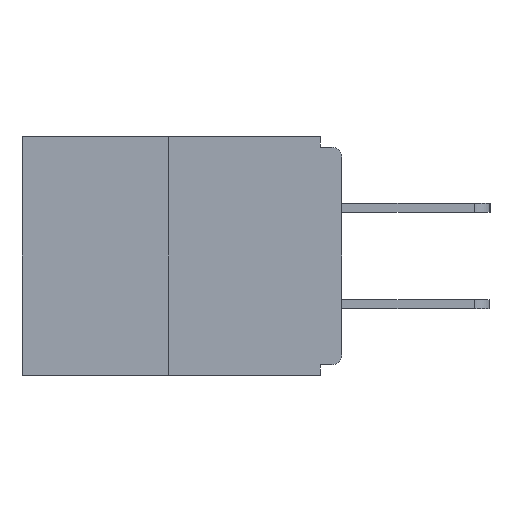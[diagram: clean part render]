
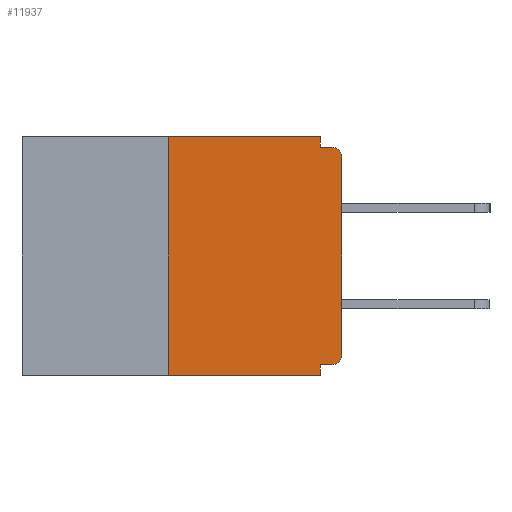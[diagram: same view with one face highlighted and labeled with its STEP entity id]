
A CAD part, left-side view. The second image highlights one B-rep face of the part: STEP entity #11937.
In plain terms, the highlighted planar face has unit normal (-1, 0, 0).
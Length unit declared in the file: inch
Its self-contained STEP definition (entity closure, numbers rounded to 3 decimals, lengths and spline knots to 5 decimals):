
#106 = CARTESIAN_POINT ( 'NONE',  ( 0., 0.46, 0. ) ) ;
#210 = ORIENTED_EDGE ( 'NONE', *, *, #1160, .T. ) ;
#805 = ORIENTED_EDGE ( 'NONE', *, *, #17254, .F. ) ;
#838 = CARTESIAN_POINT ( 'NONE',  ( 0., 0.031, 0. ) ) ;
#870 = LINE ( 'NONE', #19695, #14726 ) ;
#1010 = ORIENTED_EDGE ( 'NONE', *, *, #4605, .F. ) ;
#1160 = EDGE_CURVE ( 'NONE', #4987, #6835, #21022, .T. ) ;
#1247 = VERTEX_POINT ( 'NONE', #15944 ) ;
#1666 = ORIENTED_EDGE ( 'NONE', *, *, #7055, .T. ) ;
#1769 = ORIENTED_EDGE ( 'NONE', *, *, #13517, .T. ) ;
#1985 = DIRECTION ( 'NONE',  ( 1., 0., 0. ) ) ;
#2539 = VERTEX_POINT ( 'NONE', #19333 ) ;
#2636 = CARTESIAN_POINT ( 'NONE',  ( 0., 0.031, -0.343 ) ) ;
#3275 = ORIENTED_EDGE ( 'NONE', *, *, #17350, .T. ) ;
#3337 = VECTOR ( 'NONE', #20095, 39.37008 ) ;
#3354 = VERTEX_POINT ( 'NONE', #4726 ) ;
#3389 = CARTESIAN_POINT ( 'NONE',  ( 0., 0.015, -0.03 ) ) ;
#3478 = VECTOR ( 'NONE', #17373, 39.37008 ) ;
#3503 = DIRECTION ( 'NONE',  ( -1., 0., 0. ) ) ;
#3590 = LINE ( 'NONE', #20317, #3337 ) ;
#3797 = CARTESIAN_POINT ( 'NONE',  ( 0., 0., -0.015 ) ) ;
#4186 = EDGE_CURVE ( 'NONE', #20041, #10265, #21092, .T. ) ;
#4362 = EDGE_CURVE ( 'NONE', #12719, #2539, #18550, .T. ) ;
#4605 = EDGE_CURVE ( 'NONE', #10265, #6835, #13944, .T. ) ;
#4726 = CARTESIAN_POINT ( 'NONE',  ( 0., 0.031, -0.343 ) ) ;
#4790 = CARTESIAN_POINT ( 'NONE',  ( 0., 0.031, 0. ) ) ;
#4857 = VECTOR ( 'NONE', #5185, 39.37008 ) ;
#4915 = VECTOR ( 'NONE', #9327, 39.37008 ) ;
#4987 = VERTEX_POINT ( 'NONE', #11246 ) ;
#5185 = DIRECTION ( 'NONE',  ( 0., -1., 0. ) ) ;
#5785 = AXIS2_PLACEMENT_3D ( 'NONE', #13700, #1985, #18302 ) ;
#6686 = EDGE_CURVE ( 'NONE', #2539, #20041, #14898, .T. ) ;
#6835 = VERTEX_POINT ( 'NONE', #8822 ) ;
#7055 = EDGE_CURVE ( 'NONE', #1247, #4987, #870, .T. ) ;
#8016 = CARTESIAN_POINT ( 'NONE',  ( 0., 0.015, -0.328 ) ) ;
#8558 = DIRECTION ( 'NONE',  ( 0., 0., -1. ) ) ;
#8781 = DIRECTION ( 'NONE',  ( -1., 0., 0. ) ) ;
#8822 = CARTESIAN_POINT ( 'NONE',  ( 0., 0.015, -0.015 ) ) ;
#9327 = DIRECTION ( 'NONE',  ( 0., 0., -1. ) ) ;
#9338 = CARTESIAN_POINT ( 'NONE',  ( 0., 0.46, -0.343 ) ) ;
#10176 = FACE_OUTER_BOUND ( 'NONE', #11920, .T. ) ;
#10265 = VERTEX_POINT ( 'NONE', #21628 ) ;
#10325 = CARTESIAN_POINT ( 'NONE',  ( 0., 0.015, -0.313 ) ) ;
#10706 = ORIENTED_EDGE ( 'NONE', *, *, #4186, .F. ) ;
#11246 = CARTESIAN_POINT ( 'NONE',  ( 0., 0., -0.03 ) ) ;
#11787 = DIRECTION ( 'NONE',  ( 0., 0., -1. ) ) ;
#11865 = CARTESIAN_POINT ( 'NONE',  ( 0., 0.25, 0. ) ) ;
#11920 = EDGE_LOOP ( 'NONE', ( #16061, #16784, #1769, #805, #16715, #3275, #1666, #210, #1010, #10706 ) ) ;
#11937 = ADVANCED_FACE ( 'NONE', ( #10176 ), #21714, .F. ) ;
#12107 = AXIS2_PLACEMENT_3D ( 'NONE', #10325, #8781, #8558 ) ;
#12361 = VERTEX_POINT ( 'NONE', #8016 ) ;
#12719 = VERTEX_POINT ( 'NONE', #17454 ) ;
#13251 = VERTEX_POINT ( 'NONE', #21253 ) ;
#13517 = EDGE_CURVE ( 'NONE', #12719, #3354, #21098, .T. ) ;
#13700 = CARTESIAN_POINT ( 'NONE',  ( 0., 0.46, 0. ) ) ;
#13839 = DIRECTION ( 'NONE',  ( 0., 0., 1. ) ) ;
#13944 = LINE ( 'NONE', #3797, #16519 ) ;
#14368 = AXIS2_PLACEMENT_3D ( 'NONE', #3389, #3503, #11787 ) ;
#14438 = LINE ( 'NONE', #2636, #15619 ) ;
#14726 = VECTOR ( 'NONE', #17944, 39.37008 ) ;
#14898 = LINE ( 'NONE', #106, #4857 ) ;
#15508 = VECTOR ( 'NONE', #13839, 39.37008 ) ;
#15619 = VECTOR ( 'NONE', #19262, 39.37008 ) ;
#15944 = CARTESIAN_POINT ( 'NONE',  ( 0., 0., -0.313 ) ) ;
#16061 = ORIENTED_EDGE ( 'NONE', *, *, #6686, .F. ) ;
#16519 = VECTOR ( 'NONE', #20638, 39.37008 ) ;
#16715 = ORIENTED_EDGE ( 'NONE', *, *, #19601, .F. ) ;
#16784 = ORIENTED_EDGE ( 'NONE', *, *, #4362, .F. ) ;
#17254 = EDGE_CURVE ( 'NONE', #13251, #3354, #14438, .T. ) ;
#17350 = EDGE_CURVE ( 'NONE', #12361, #1247, #20142, .T. ) ;
#17373 = DIRECTION ( 'NONE',  ( 0., -1., 0. ) ) ;
#17454 = CARTESIAN_POINT ( 'NONE',  ( 0., 0.25, -0.343 ) ) ;
#17944 = DIRECTION ( 'NONE',  ( 0., 0., 1. ) ) ;
#18302 = DIRECTION ( 'NONE',  ( 0., 0., -1. ) ) ;
#18550 = LINE ( 'NONE', #11865, #15508 ) ;
#19262 = DIRECTION ( 'NONE',  ( 0., 0., -1. ) ) ;
#19333 = CARTESIAN_POINT ( 'NONE',  ( 0., 0.25, 0. ) ) ;
#19601 = EDGE_CURVE ( 'NONE', #12361, #13251, #3590, .T. ) ;
#19695 = CARTESIAN_POINT ( 'NONE',  ( 0., 0., 0. ) ) ;
#20041 = VERTEX_POINT ( 'NONE', #4790 ) ;
#20095 = DIRECTION ( 'NONE',  ( 0., 1., 0. ) ) ;
#20142 = CIRCLE ( 'NONE', #12107, 0.015 ) ;
#20317 = CARTESIAN_POINT ( 'NONE',  ( 0., 0., -0.328 ) ) ;
#20638 = DIRECTION ( 'NONE',  ( 0., -1., 0. ) ) ;
#21022 = CIRCLE ( 'NONE', #14368, 0.015 ) ;
#21092 = LINE ( 'NONE', #838, #4915 ) ;
#21098 = LINE ( 'NONE', #9338, #3478 ) ;
#21253 = CARTESIAN_POINT ( 'NONE',  ( 0., 0.031, -0.328 ) ) ;
#21628 = CARTESIAN_POINT ( 'NONE',  ( 0., 0.031, -0.015 ) ) ;
#21714 = PLANE ( 'NONE',  #5785 ) ;
